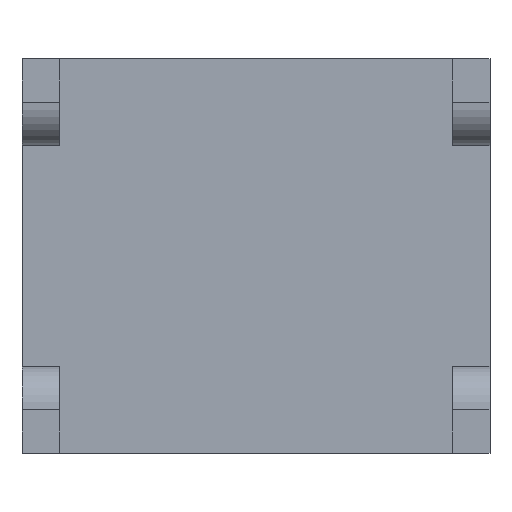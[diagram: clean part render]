
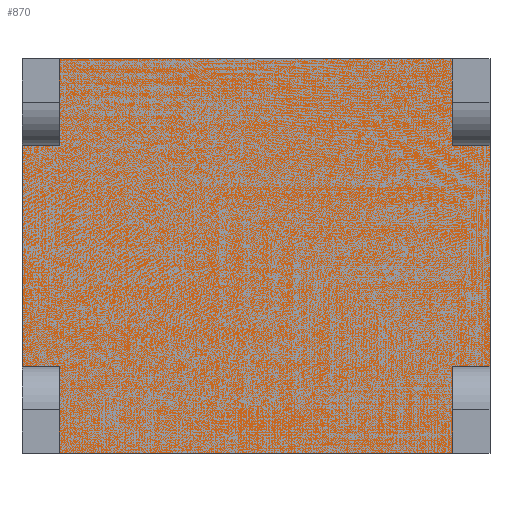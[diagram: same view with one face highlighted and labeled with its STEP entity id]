
A CAD part, front view. The second image highlights one B-rep face of the part: STEP entity #870.
In plain terms, the highlighted planar face has unit normal (0, -1, 0).
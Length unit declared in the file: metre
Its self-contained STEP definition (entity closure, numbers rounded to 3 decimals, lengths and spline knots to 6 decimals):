
#64=ORIENTED_EDGE('',*,*,#296,.F.);
#65=ORIENTED_EDGE('',*,*,#297,.T.);
#66=ORIENTED_EDGE('',*,*,#298,.F.);
#67=ORIENTED_EDGE('',*,*,#299,.T.);
#68=ORIENTED_EDGE('',*,*,#300,.T.);
#69=ORIENTED_EDGE('',*,*,#301,.F.);
#296=EDGE_CURVE('',#412,#413,#496,.T.);
#297=EDGE_CURVE('',#412,#414,#497,.T.);
#298=EDGE_CURVE('',#415,#414,#498,.T.);
#299=EDGE_CURVE('',#415,#416,#499,.T.);
#300=EDGE_CURVE('',#416,#417,#500,.T.);
#301=EDGE_CURVE('',#413,#417,#501,.T.);
#412=VERTEX_POINT('',#1321);
#413=VERTEX_POINT('',#1322);
#414=VERTEX_POINT('',#1324);
#415=VERTEX_POINT('',#1326);
#416=VERTEX_POINT('',#1328);
#417=VERTEX_POINT('',#1330);
#496=LINE('',#1320,#584);
#497=LINE('',#1323,#585);
#498=LINE('',#1325,#586);
#499=LINE('',#1327,#587);
#500=LINE('',#1329,#588);
#501=LINE('',#1331,#589);
#584=VECTOR('',#1068,1.);
#585=VECTOR('',#1069,1.);
#586=VECTOR('',#1070,1.);
#587=VECTOR('',#1071,1.);
#588=VECTOR('',#1072,1.);
#589=VECTOR('',#1073,1.);
#672=EDGE_LOOP('',(#64,#65,#66,#67,#68,#69));
#752=FACE_BOUND('',#672,.T.);
#832=PLANE('',#982);
#870=ADVANCED_FACE('',(#752),#832,.T.);
#982=AXIS2_PLACEMENT_3D('',#1319,#1066,#1067);
#1066=DIRECTION('',(0.,-1.,0.));
#1067=DIRECTION('',(-1.,0.,0.));
#1068=DIRECTION('',(-1.,0.,0.));
#1069=DIRECTION('',(0.,0.,1.));
#1070=DIRECTION('',(-1.,0.,0.));
#1071=DIRECTION('',(0.,0.,1.));
#1072=DIRECTION('',(-1.,0.,0.));
#1073=DIRECTION('',(0.,0.,1.));
#1319=CARTESIAN_POINT('',(0.,-0.0015,0.));
#1320=CARTESIAN_POINT('',(0.,-0.0015,-0.01475));
#1321=CARTESIAN_POINT('',(0.0147,-0.0015,-0.01475));
#1322=CARTESIAN_POINT('',(-0.0175,-0.0015,-0.01475));
#1323=CARTESIAN_POINT('',(0.0147,-0.0015,-0.0115));
#1324=CARTESIAN_POINT('',(0.0147,-0.0015,-0.00825));
#1325=CARTESIAN_POINT('',(0.0161,-0.0015,-0.00825));
#1326=CARTESIAN_POINT('',(0.0175,-0.0015,-0.00825));
#1327=CARTESIAN_POINT('',(0.0175,-0.0015,0.));
#1328=CARTESIAN_POINT('',(0.0175,-0.0015,0.01475));
#1329=CARTESIAN_POINT('',(0.,-0.0015,0.01475));
#1330=CARTESIAN_POINT('',(-0.0175,-0.0015,0.01475));
#1331=CARTESIAN_POINT('',(-0.0175,-0.0015,0.));
